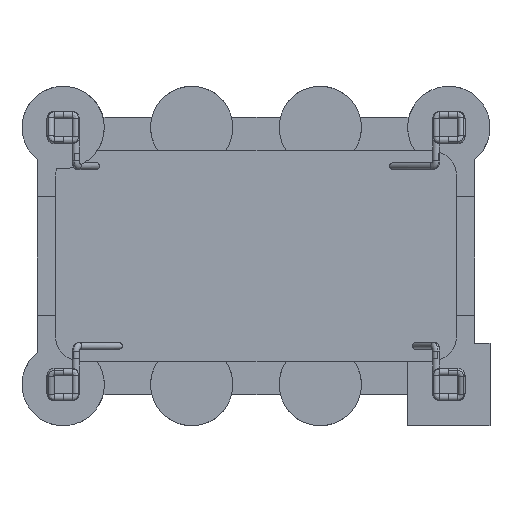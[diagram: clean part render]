
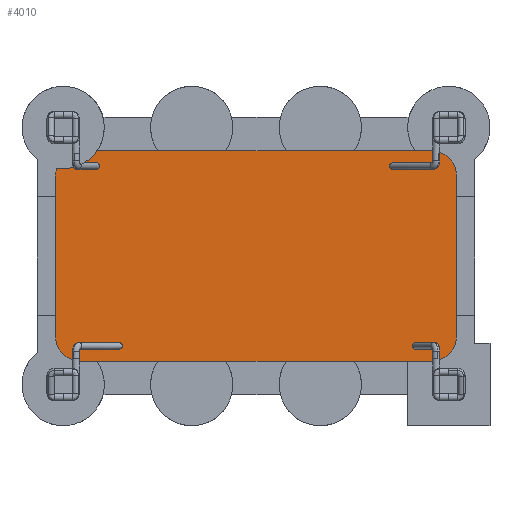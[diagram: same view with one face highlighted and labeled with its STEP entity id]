
A CAD part, front view. The second image highlights one B-rep face of the part: STEP entity #4010.
In plain terms, the highlighted planar face has unit normal (0, -1, 0).
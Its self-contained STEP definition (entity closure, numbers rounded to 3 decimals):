
#78=CARTESIAN_POINT('',(-6.239,-7.5,3.64));
#79=CARTESIAN_POINT('',(-6.275,-7.5,3.64));
#80=CARTESIAN_POINT('',(-6.34,-7.5,3.619));
#81=CARTESIAN_POINT('',(-6.387,-7.5,3.552));
#82=CARTESIAN_POINT('',(-6.397,-7.5,3.5));
#83=CARTESIAN_POINT('',(-6.387,-7.5,3.448));
#84=CARTESIAN_POINT('',(-6.34,-7.5,3.381));
#85=CARTESIAN_POINT('',(-6.275,-7.5,3.36));
#86=CARTESIAN_POINT('',(-6.239,-7.5,3.36));
#88=CARTESIAN_POINT('',(-6.239,-7.5,3.36));
#89=CARTESIAN_POINT('',(-6.202,-7.5,3.36));
#90=CARTESIAN_POINT('',(-6.138,-7.5,3.381));
#91=CARTESIAN_POINT('',(-6.091,-7.5,3.448));
#92=CARTESIAN_POINT('',(-6.081,-7.5,3.5));
#93=CARTESIAN_POINT('',(-6.091,-7.5,3.552));
#94=CARTESIAN_POINT('',(-6.138,-7.5,3.619));
#95=CARTESIAN_POINT('',(-6.202,-7.5,3.64));
#96=CARTESIAN_POINT('',(-6.239,-7.5,3.64));
#98=CARTESIAN_POINT('',(-5.387,-7.5,-3.36));
#99=CARTESIAN_POINT('',(-5.434,-7.5,-3.36));
#100=CARTESIAN_POINT('',(-5.516,-7.5,-3.381));
#101=CARTESIAN_POINT('',(-5.576,-7.5,-3.448));
#102=CARTESIAN_POINT('',(-5.588,-7.5,-3.5));
#103=CARTESIAN_POINT('',(-5.576,-7.5,-3.552));
#104=CARTESIAN_POINT('',(-5.516,-7.5,-3.619));
#105=CARTESIAN_POINT('',(-5.434,-7.5,-3.64));
#106=CARTESIAN_POINT('',(-5.387,-7.5,-3.64));
#108=CARTESIAN_POINT('',(-5.387,-7.5,-3.64));
#109=CARTESIAN_POINT('',(-5.341,-7.5,-3.64));
#110=CARTESIAN_POINT('',(-5.259,-7.5,-3.619));
#111=CARTESIAN_POINT('',(-5.199,-7.5,-3.552));
#112=CARTESIAN_POINT('',(-5.186,-7.5,-3.5));
#113=CARTESIAN_POINT('',(-5.199,-7.5,-3.448));
#114=CARTESIAN_POINT('',(-5.259,-7.5,-3.381));
#115=CARTESIAN_POINT('',(-5.341,-7.5,-3.36));
#116=CARTESIAN_POINT('',(-5.387,-7.5,-3.36));
#118=CARTESIAN_POINT('',(6.239,-7.5,-3.64));
#119=CARTESIAN_POINT('',(6.275,-7.5,-3.64));
#120=CARTESIAN_POINT('',(6.34,-7.5,-3.619));
#121=CARTESIAN_POINT('',(6.387,-7.5,-3.552));
#122=CARTESIAN_POINT('',(6.397,-7.5,-3.5));
#123=CARTESIAN_POINT('',(6.387,-7.5,-3.448));
#124=CARTESIAN_POINT('',(6.34,-7.5,-3.381));
#125=CARTESIAN_POINT('',(6.275,-7.5,-3.36));
#126=CARTESIAN_POINT('',(6.239,-7.5,-3.36));
#128=CARTESIAN_POINT('',(6.239,-7.5,-3.36));
#129=CARTESIAN_POINT('',(6.202,-7.5,-3.36));
#130=CARTESIAN_POINT('',(6.138,-7.5,-3.381));
#131=CARTESIAN_POINT('',(6.091,-7.5,-3.448));
#132=CARTESIAN_POINT('',(6.081,-7.5,-3.5));
#133=CARTESIAN_POINT('',(6.091,-7.5,-3.552));
#134=CARTESIAN_POINT('',(6.138,-7.5,-3.619));
#135=CARTESIAN_POINT('',(6.202,-7.5,-3.64));
#136=CARTESIAN_POINT('',(6.239,-7.5,-3.64));
#138=CARTESIAN_POINT('',(5.387,-7.5,3.64));
#139=CARTESIAN_POINT('',(5.341,-7.5,3.64));
#140=CARTESIAN_POINT('',(5.259,-7.5,3.619));
#141=CARTESIAN_POINT('',(5.199,-7.5,3.552));
#142=CARTESIAN_POINT('',(5.186,-7.5,3.5));
#143=CARTESIAN_POINT('',(5.199,-7.5,3.448));
#144=CARTESIAN_POINT('',(5.259,-7.5,3.381));
#145=CARTESIAN_POINT('',(5.341,-7.5,3.36));
#146=CARTESIAN_POINT('',(5.387,-7.5,3.36));
#148=CARTESIAN_POINT('',(5.387,-7.5,3.36));
#149=CARTESIAN_POINT('',(5.434,-7.5,3.36));
#150=CARTESIAN_POINT('',(5.516,-7.5,3.381));
#151=CARTESIAN_POINT('',(5.576,-7.5,3.448));
#152=CARTESIAN_POINT('',(5.588,-7.5,3.5));
#153=CARTESIAN_POINT('',(5.576,-7.5,3.552));
#154=CARTESIAN_POINT('',(5.516,-7.5,3.619));
#155=CARTESIAN_POINT('',(5.434,-7.5,3.64));
#156=CARTESIAN_POINT('',(5.387,-7.5,3.64));
#158=CARTESIAN_POINT('',(-7.5,-7.5,5.));
#159=DIRECTION('',(0.,-1.,0.));
#160=DIRECTION('',(-0.155,0.,-0.988));
#161=AXIS2_PLACEMENT_3D('',#158,#159,#160);
#163=CARTESIAN_POINT('',(6.8,-7.5,3.1));
#164=DIRECTION('',(0.,1.,0.));
#165=DIRECTION('',(0.,0.,1.));
#166=AXIS2_PLACEMENT_3D('',#163,#164,#165);
#168=DIRECTION('',(0.,0.,-1.));
#169=VECTOR('',#168,6.2);
#170=CARTESIAN_POINT('',(7.8,-7.5,3.1));
#171=LINE('',#170,#169);
#172=CARTESIAN_POINT('',(6.8,-7.5,-3.1));
#173=DIRECTION('',(0.,1.,0.));
#174=DIRECTION('',(1.,0.,0.));
#175=AXIS2_PLACEMENT_3D('',#172,#173,#174);
#177=DIRECTION('',(-1.,0.,0.));
#178=VECTOR('',#177,13.6);
#179=CARTESIAN_POINT('',(6.8,-7.5,-4.1));
#180=LINE('',#179,#178);
#181=CARTESIAN_POINT('',(-6.8,-7.5,-3.1));
#182=DIRECTION('',(0.,1.,0.));
#183=DIRECTION('',(0.,0.,-1.));
#184=AXIS2_PLACEMENT_3D('',#181,#182,#183);
#186=CARTESIAN_POINT('',(-6.8,-7.5,3.1));
#187=DIRECTION('',(0.,1.,0.));
#188=DIRECTION('',(-1.,0.,0.));
#189=AXIS2_PLACEMENT_3D('',#186,#187,#188);
#2432=DIRECTION('',(0.,0.,-1.));
#2433=VECTOR('',#2432,6.2);
#2434=CARTESIAN_POINT('',(-7.8,-7.5,3.1));
#2435=LINE('',#2434,#2433);
#2515=DIRECTION('',(-1.,0.,0.));
#2516=VECTOR('',#2515,12.977);
#2517=CARTESIAN_POINT('',(6.8,-7.5,4.1));
#2518=LINE('',#2517,#2516);
#3106=VERTEX_POINT('',#78);
#3107=VERTEX_POINT('',#86);
#3108=CARTESIAN_POINT('',(6.8,-7.5,-4.1));
#3109=CARTESIAN_POINT('',(-6.8,-7.5,-4.1));
#3110=VERTEX_POINT('',#3108);
#3111=VERTEX_POINT('',#3109);
#3112=CARTESIAN_POINT('',(-7.8,-7.5,-3.1));
#3113=VERTEX_POINT('',#3112);
#3114=CARTESIAN_POINT('',(-7.8,-7.5,3.1));
#3115=VERTEX_POINT('',#3114);
#3116=CARTESIAN_POINT('',(6.8,-7.5,4.1));
#3117=CARTESIAN_POINT('',(7.8,-7.5,3.1));
#3118=VERTEX_POINT('',#3116);
#3119=VERTEX_POINT('',#3117);
#3120=CARTESIAN_POINT('',(7.8,-7.5,-3.1));
#3121=VERTEX_POINT('',#3120);
#3122=VERTEX_POINT('',#98);
#3123=VERTEX_POINT('',#106);
#3124=VERTEX_POINT('',#118);
#3125=VERTEX_POINT('',#126);
#3126=VERTEX_POINT('',#138);
#3127=VERTEX_POINT('',#146);
#3606=CARTESIAN_POINT('',(-7.748,-7.5,3.419));
#3607=CARTESIAN_POINT('',(-6.177,-7.5,4.1));
#3608=VERTEX_POINT('',#3606);
#3609=VERTEX_POINT('',#3607);
#3962=CARTESIAN_POINT('',(-7.8,-7.5,-4.2));
#3963=DIRECTION('',(0.,-1.,0.));
#3964=DIRECTION('',(1.,0.,0.));
#3965=AXIS2_PLACEMENT_3D('',#3962,#3963,#3964);
#3966=PLANE('',#3965);
#3968=ORIENTED_EDGE('',*,*,#3967,.T.);
#3970=ORIENTED_EDGE('',*,*,#3969,.F.);
#3972=ORIENTED_EDGE('',*,*,#3971,.T.);
#3974=ORIENTED_EDGE('',*,*,#3973,.T.);
#3976=ORIENTED_EDGE('',*,*,#3975,.T.);
#3978=ORIENTED_EDGE('',*,*,#3977,.T.);
#3980=ORIENTED_EDGE('',*,*,#3979,.T.);
#3982=ORIENTED_EDGE('',*,*,#3981,.F.);
#3984=ORIENTED_EDGE('',*,*,#3983,.T.);
#3985=EDGE_LOOP('',(#3968,#3970,#3972,#3974,#3976,#3978,#3980,#3982,#3984));
#3986=FACE_OUTER_BOUND('',#3985,.F.);
#3988=ORIENTED_EDGE('',*,*,#3987,.T.);
#3990=ORIENTED_EDGE('',*,*,#3989,.T.);
#3991=EDGE_LOOP('',(#3988,#3990));
#3992=FACE_BOUND('',#3991,.F.);
#3994=ORIENTED_EDGE('',*,*,#3993,.T.);
#3996=ORIENTED_EDGE('',*,*,#3995,.T.);
#3997=EDGE_LOOP('',(#3994,#3996));
#3998=FACE_BOUND('',#3997,.F.);
#4000=ORIENTED_EDGE('',*,*,#3999,.T.);
#4002=ORIENTED_EDGE('',*,*,#4001,.T.);
#4003=EDGE_LOOP('',(#4000,#4002));
#4004=FACE_BOUND('',#4003,.F.);
#4005=ORIENTED_EDGE('',*,*,#3945,.T.);
#4007=ORIENTED_EDGE('',*,*,#4006,.T.);
#4008=EDGE_LOOP('',(#4005,#4007));
#4009=FACE_BOUND('',#4008,.F.);
#87=B_SPLINE_CURVE_WITH_KNOTS('',3,(#78,#79,#80,#81,#82,#83,#84,#85,#86),
.UNSPECIFIED.,.F.,.F.,(4,1,1,1,1,1,4),(0.,0.25,0.375,0.5,0.625,0.75,
1.),.UNSPECIFIED.);
#97=B_SPLINE_CURVE_WITH_KNOTS('',3,(#88,#89,#90,#91,#92,#93,#94,#95,#96),
.UNSPECIFIED.,.F.,.F.,(4,1,1,1,1,1,4),(0.,0.25,0.375,0.5,0.625,0.75,
1.),.UNSPECIFIED.);
#107=B_SPLINE_CURVE_WITH_KNOTS('',3,(#98,#99,#100,#101,#102,#103,#104,#105,
#106),.UNSPECIFIED.,.F.,.F.,(4,1,1,1,1,1,4),(0.,0.25,0.375,0.5,0.625,
0.75,1.),.UNSPECIFIED.);
#117=B_SPLINE_CURVE_WITH_KNOTS('',3,(#108,#109,#110,#111,#112,#113,#114,#115,
#116),.UNSPECIFIED.,.F.,.F.,(4,1,1,1,1,1,4),(0.,0.25,0.375,0.5,0.625,
0.75,1.),.UNSPECIFIED.);
#127=B_SPLINE_CURVE_WITH_KNOTS('',3,(#118,#119,#120,#121,#122,#123,#124,#125,
#126),.UNSPECIFIED.,.F.,.F.,(4,1,1,1,1,1,4),(0.,0.25,0.375,0.5,0.625,
0.75,1.),.UNSPECIFIED.);
#137=B_SPLINE_CURVE_WITH_KNOTS('',3,(#128,#129,#130,#131,#132,#133,#134,#135,
#136),.UNSPECIFIED.,.F.,.F.,(4,1,1,1,1,1,4),(0.,0.25,0.375,0.5,0.625,
0.75,1.),.UNSPECIFIED.);
#147=B_SPLINE_CURVE_WITH_KNOTS('',3,(#138,#139,#140,#141,#142,#143,#144,#145,
#146),.UNSPECIFIED.,.F.,.F.,(4,1,1,1,1,1,4),(0.,0.25,0.375,0.5,0.625,
0.75,1.),.UNSPECIFIED.);
#157=B_SPLINE_CURVE_WITH_KNOTS('',3,(#148,#149,#150,#151,#152,#153,#154,#155,
#156),.UNSPECIFIED.,.F.,.F.,(4,1,1,1,1,1,4),(0.,0.25,0.375,0.5,0.625,
0.75,1.),.UNSPECIFIED.);
#162=CIRCLE('',#161,1.6);
#167=CIRCLE('',#166,1.);
#176=CIRCLE('',#175,1.);
#185=CIRCLE('',#184,1.);
#190=CIRCLE('',#189,1.);
#3945=EDGE_CURVE('',#3106,#3107,#87,.T.);
#3967=EDGE_CURVE('',#3608,#3609,#162,.T.);
#3969=EDGE_CURVE('',#3118,#3609,#2518,.T.);
#3971=EDGE_CURVE('',#3118,#3119,#167,.T.);
#3973=EDGE_CURVE('',#3119,#3121,#171,.T.);
#3975=EDGE_CURVE('',#3121,#3110,#176,.T.);
#3977=EDGE_CURVE('',#3110,#3111,#180,.T.);
#3979=EDGE_CURVE('',#3111,#3113,#185,.T.);
#3981=EDGE_CURVE('',#3115,#3113,#2435,.T.);
#3983=EDGE_CURVE('',#3115,#3608,#190,.T.);
#3987=EDGE_CURVE('',#3122,#3123,#107,.T.);
#3989=EDGE_CURVE('',#3123,#3122,#117,.T.);
#3993=EDGE_CURVE('',#3124,#3125,#127,.T.);
#3995=EDGE_CURVE('',#3125,#3124,#137,.T.);
#3999=EDGE_CURVE('',#3126,#3127,#147,.T.);
#4001=EDGE_CURVE('',#3127,#3126,#157,.T.);
#4006=EDGE_CURVE('',#3107,#3106,#97,.T.);
#4010=ADVANCED_FACE('',(#3986,#3992,#3998,#4004,#4009),#3966,.T.);
